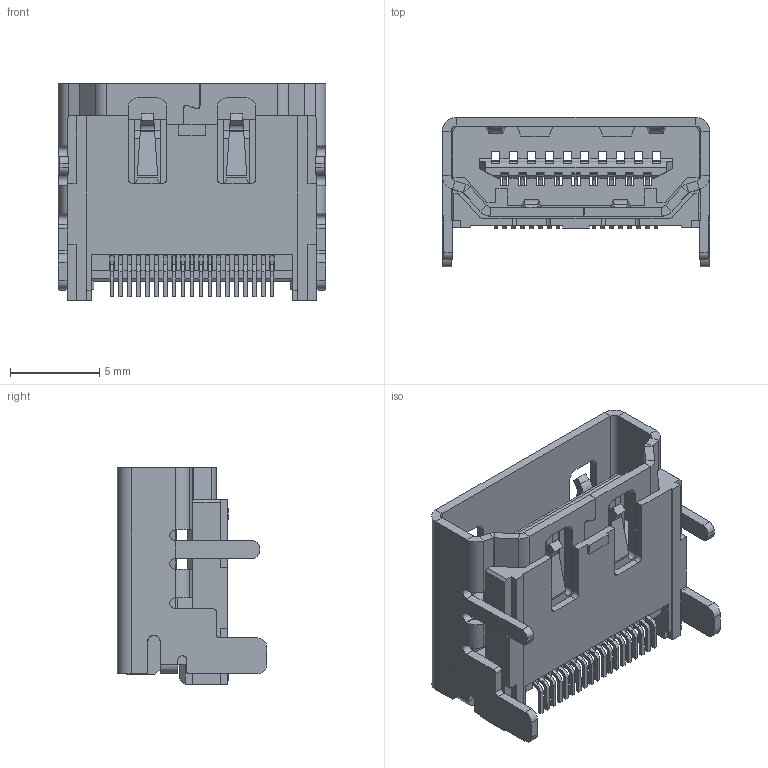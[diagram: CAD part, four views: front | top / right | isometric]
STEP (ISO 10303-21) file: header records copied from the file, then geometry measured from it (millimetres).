
FILE_DESCRIPTION (( 'STEP AP214' ), '1' );
FILE_NAME ('molex_0471510001.STEP', '2015-04-10T13:26:46', ( '' ), ( '' ), '', '', '' );
FILE_SCHEMA (( '' ));
Length unit declared in the file: millimetre
Products named in the file (1): molex_0471510001
Bounding box: 15 x 8.38 x 12.15 mm (x, y, z)
Volume: 484.3 mm3; surface area: 1884.4 mm2
Topology: 4 solids, 4 shells, 1062 faces, 3032 edges, 1956 vertices
Faces by surface type: plane 794, cylinder 252, bspline 16
Entity records: 34415 total; most frequent: CARTESIAN_POINT 6429, ORIENTED_EDGE 6064, DIRECTION 5518, EDGE_CURVE 3032, LINE 2476, VECTOR 2476, VERTEX_POINT 1956, AXIS2_PLACEMENT_3D 1521
